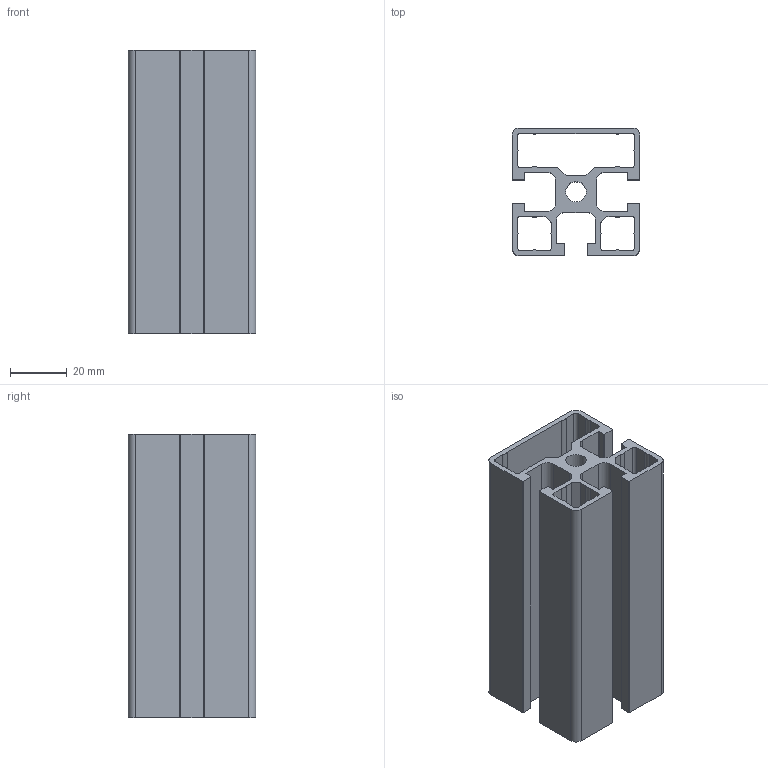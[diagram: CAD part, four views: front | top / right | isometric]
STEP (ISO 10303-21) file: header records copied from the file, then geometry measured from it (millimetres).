
FILE_DESCRIPTION(/* description */ (''),/* implementation_level */ '2;1');
FILE_NAME(/* name */ 'BPRDD0000155.stp',/* time_stamp */ '2017-07-12T18:35:36+02:00',/* author */ ('fzagni'),/* organization */ (''),/* preprocessor_version */ 'ST-DEVELOPER v16.1',/* originating_system */ 'Autodesk Inventor 2016',/* authorisation */ '');
FILE_SCHEMA (('AUTOMOTIVE_DESIGN { 1 0 10303 214 3 1 1 }'));
Length unit declared in the file: millimetre
Products named in the file (1): BPRDD0000140
Bounding box: 45 x 45 x 100 mm (x, y, z)
Volume: 61681.1 mm3; surface area: 52654.9 mm2
Topology: 1 solids, 1 shells, 115 faces, 339 edges, 226 vertices
Faces by surface type: plane 62, cylinder 53
Full cylindrical faces by diameter (mm): 7.2 x1
Entity records: 3894 total; most frequent: CARTESIAN_POINT 680, ORIENTED_EDGE 676, DIRECTION 676, EDGE_CURVE 338, LINE 232, VECTOR 232, VERTEX_POINT 226, AXIS2_PLACEMENT_3D 222
